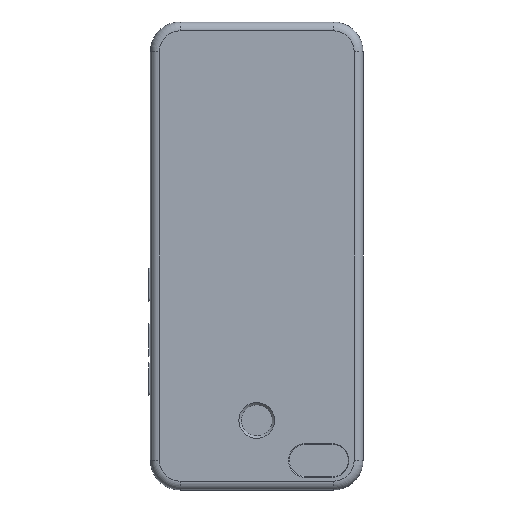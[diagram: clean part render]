
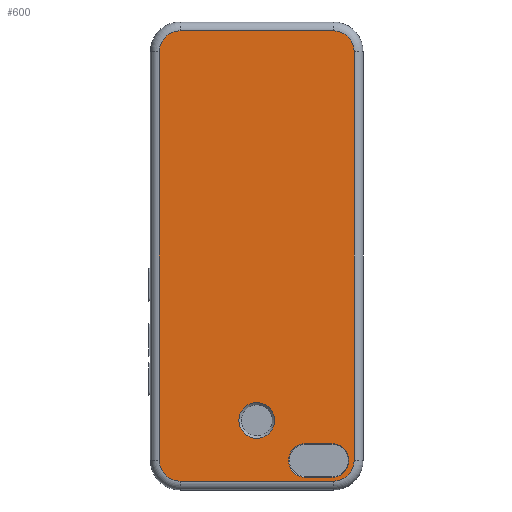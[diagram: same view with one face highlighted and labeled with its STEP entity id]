
A CAD part, front view. The second image highlights one B-rep face of the part: STEP entity #600.
In plain terms, the highlighted planar face has unit normal (0, -1, 0).
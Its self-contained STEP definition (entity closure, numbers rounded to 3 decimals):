
#17 = CIRCLE ( 'NONE', #2129, 7. ) ;
#28 = DIRECTION ( 'NONE',  ( 0., 1., 0. ) ) ;
#35 = DIRECTION ( 'NONE',  ( 0., 0., -1. ) ) ;
#48 = VERTEX_POINT ( 'NONE', #639 ) ;
#98 = CARTESIAN_POINT ( 'NONE',  ( 0., 0., 0. ) ) ;
#120 = CIRCLE ( 'NONE', #402, 5.7 ) ;
#122 = ORIENTED_EDGE ( 'NONE', *, *, #3241, .T. ) ;
#180 = VERTEX_POINT ( 'NONE', #1573 ) ;
#185 = CIRCLE ( 'NONE', #3086, 7. ) ;
#220 = CARTESIAN_POINT ( 'NONE',  ( 25.9, 0., 76. ) ) ;
#276 = DIRECTION ( 'NONE',  ( 0., 0., -1. ) ) ;
#292 = DIRECTION ( 'NONE',  ( -1., 0., 0. ) ) ;
#313 = DIRECTION ( 'NONE',  ( 0., 0., -1. ) ) ;
#337 = VECTOR ( 'NONE', #2530, 1000. ) ;
#348 = DIRECTION ( 'NONE',  ( 0., -1., 0. ) ) ;
#349 = AXIS2_PLACEMENT_3D ( 'NONE', #819, #348, #313 ) ;
#358 = DIRECTION ( 'NONE',  ( 1., 0., 0. ) ) ;
#364 = CARTESIAN_POINT ( 'NONE',  ( -25.9, 0., 69. ) ) ;
#377 = FACE_BOUND ( 'NONE', #1880, .T. ) ;
#380 = CARTESIAN_POINT ( 'NONE',  ( -25.9, 0., -69. ) ) ;
#397 = FACE_BOUND ( 'NONE', #3210, .T. ) ;
#402 = AXIS2_PLACEMENT_3D ( 'NONE', #2107, #1883, #276 ) ;
#469 = CARTESIAN_POINT ( 'NONE',  ( 25.9, 0., 69. ) ) ;
#498 = EDGE_CURVE ( 'NONE', #753, #1997, #585, .T. ) ;
#585 = LINE ( 'NONE', #1402, #1714 ) ;
#589 = CARTESIAN_POINT ( 'NONE',  ( -25.9, 0., 76. ) ) ;
#600 = ADVANCED_FACE ( 'NONE', ( #377, #397, #2838 ), #1451, .T. ) ;
#639 = CARTESIAN_POINT ( 'NONE',  ( 32.9, 0., -69. ) ) ;
#661 = LINE ( 'NONE', #3123, #2683 ) ;
#684 = CARTESIAN_POINT ( 'NONE',  ( 0., 0., -61.55 ) ) ;
#753 = VERTEX_POINT ( 'NONE', #1546 ) ;
#802 = CARTESIAN_POINT ( 'NONE',  ( -32.9, 0., -69. ) ) ;
#814 = EDGE_CURVE ( 'NONE', #2541, #2202, #1348, .T. ) ;
#819 = CARTESIAN_POINT ( 'NONE',  ( 25.9, 0., -69. ) ) ;
#893 = ORIENTED_EDGE ( 'NONE', *, *, #930, .T. ) ;
#912 = CARTESIAN_POINT ( 'NONE',  ( 32.9, 0., 69. ) ) ;
#930 = EDGE_CURVE ( 'NONE', #2118, #2151, #2880, .T. ) ;
#960 = VERTEX_POINT ( 'NONE', #1594 ) ;
#963 = DIRECTION ( 'NONE',  ( 0., 1., 0. ) ) ;
#968 = EDGE_CURVE ( 'NONE', #1997, #1542, #1772, .T. ) ;
#989 = EDGE_CURVE ( 'NONE', #1542, #180, #3272, .T. ) ;
#1015 = AXIS2_PLACEMENT_3D ( 'NONE', #98, #2528, #1969 ) ;
#1055 = VECTOR ( 'NONE', #1660, 1000. ) ;
#1182 = ORIENTED_EDGE ( 'NONE', *, *, #3321, .T. ) ;
#1245 = EDGE_CURVE ( 'NONE', #2202, #960, #3267, .T. ) ;
#1258 = DIRECTION ( 'NONE',  ( 0., 0., -1. ) ) ;
#1343 = CIRCLE ( 'NONE', #349, 7. ) ;
#1348 = CIRCLE ( 'NONE', #3030, 7. ) ;
#1402 = CARTESIAN_POINT ( 'NONE',  ( 16.5, 0., -74.7 ) ) ;
#1436 = EDGE_CURVE ( 'NONE', #180, #753, #120, .T. ) ;
#1451 = PLANE ( 'NONE',  #1015 ) ;
#1454 = CARTESIAN_POINT ( 'NONE',  ( 32.9, 0., 69. ) ) ;
#1525 = ORIENTED_EDGE ( 'NONE', *, *, #989, .T. ) ;
#1542 = VERTEX_POINT ( 'NONE', #2670 ) ;
#1546 = CARTESIAN_POINT ( 'NONE',  ( 25.4, 0., -74.7 ) ) ;
#1573 = CARTESIAN_POINT ( 'NONE',  ( 25.4, 0., -63.3 ) ) ;
#1594 = CARTESIAN_POINT ( 'NONE',  ( -25.9, 0., 76. ) ) ;
#1598 = AXIS2_PLACEMENT_3D ( 'NONE', #2992, #1893, #2961 ) ;
#1608 = ORIENTED_EDGE ( 'NONE', *, *, #1245, .T. ) ;
#1614 = ORIENTED_EDGE ( 'NONE', *, *, #498, .T. ) ;
#1660 = DIRECTION ( 'NONE',  ( -1., 0., 0. ) ) ;
#1673 = DIRECTION ( 'NONE',  ( 0., 0., -1. ) ) ;
#1691 = VECTOR ( 'NONE', #1673, 1000. ) ;
#1705 = ORIENTED_EDGE ( 'NONE', *, *, #3431, .T. ) ;
#1714 = VECTOR ( 'NONE', #292, 1000. ) ;
#1737 = ORIENTED_EDGE ( 'NONE', *, *, #3386, .T. ) ;
#1740 = EDGE_CURVE ( 'NONE', #48, #2541, #3345, .T. ) ;
#1756 = DIRECTION ( 'NONE',  ( 1., 0., 0. ) ) ;
#1760 = DIRECTION ( 'NONE',  ( 0., 0., -1. ) ) ;
#1772 = CIRCLE ( 'NONE', #1598, 5.7 ) ;
#1842 = VERTEX_POINT ( 'NONE', #2010 ) ;
#1880 = EDGE_LOOP ( 'NONE', ( #2636, #1614, #2238, #1525 ) ) ;
#1883 = DIRECTION ( 'NONE',  ( 0., 1., 0. ) ) ;
#1893 = DIRECTION ( 'NONE',  ( 0., 1., 0. ) ) ;
#1919 = ORIENTED_EDGE ( 'NONE', *, *, #2098, .T. ) ;
#1969 = DIRECTION ( 'NONE',  ( 0., 0., -1. ) ) ;
#1997 = VERTEX_POINT ( 'NONE', #2489 ) ;
#2010 = CARTESIAN_POINT ( 'NONE',  ( 25.9, 0., -76. ) ) ;
#2091 = ORIENTED_EDGE ( 'NONE', *, *, #3435, .T. ) ;
#2098 = EDGE_CURVE ( 'NONE', #2188, #1842, #661, .T. ) ;
#2107 = CARTESIAN_POINT ( 'NONE',  ( 25.4, 0., -69. ) ) ;
#2118 = VERTEX_POINT ( 'NONE', #3362 ) ;
#2129 = AXIS2_PLACEMENT_3D ( 'NONE', #380, #2548, #1760 ) ;
#2142 = LINE ( 'NONE', #802, #1691 ) ;
#2151 = VERTEX_POINT ( 'NONE', #684 ) ;
#2188 = VERTEX_POINT ( 'NONE', #2837 ) ;
#2202 = VERTEX_POINT ( 'NONE', #220 ) ;
#2238 = ORIENTED_EDGE ( 'NONE', *, *, #968, .T. ) ;
#2261 = CARTESIAN_POINT ( 'NONE',  ( -32.9, 0., -69. ) ) ;
#2310 = VECTOR ( 'NONE', #358, 1000. ) ;
#2312 = ORIENTED_EDGE ( 'NONE', *, *, #814, .T. ) ;
#2450 = DIRECTION ( 'NONE',  ( 0., 0., -1. ) ) ;
#2489 = CARTESIAN_POINT ( 'NONE',  ( 16.5, 0., -74.7 ) ) ;
#2528 = DIRECTION ( 'NONE',  ( 0., -1., 0. ) ) ;
#2530 = DIRECTION ( 'NONE',  ( 0., 0., 1. ) ) ;
#2541 = VERTEX_POINT ( 'NONE', #912 ) ;
#2548 = DIRECTION ( 'NONE',  ( 0., -1., 0. ) ) ;
#2563 = DIRECTION ( 'NONE',  ( 0., 0., -1. ) ) ;
#2587 = EDGE_LOOP ( 'NONE', ( #1608, #1737, #122, #1705, #1919, #1182, #2936, #2312 ) ) ;
#2636 = ORIENTED_EDGE ( 'NONE', *, *, #1436, .T. ) ;
#2667 = CARTESIAN_POINT ( 'NONE',  ( 25.4, 0., -63.3 ) ) ;
#2670 = CARTESIAN_POINT ( 'NONE',  ( 16.5, 0., -63.3 ) ) ;
#2673 = CARTESIAN_POINT ( 'NONE',  ( -32.9, 0., 69. ) ) ;
#2683 = VECTOR ( 'NONE', #1756, 1000. ) ;
#2808 = VERTEX_POINT ( 'NONE', #2673 ) ;
#2837 = CARTESIAN_POINT ( 'NONE',  ( -25.9, 0., -76. ) ) ;
#2838 = FACE_OUTER_BOUND ( 'NONE', #2587, .T. ) ;
#2880 = CIRCLE ( 'NONE', #3106, 6.05 ) ;
#2936 = ORIENTED_EDGE ( 'NONE', *, *, #1740, .T. ) ;
#2961 = DIRECTION ( 'NONE',  ( 0., 0., -1. ) ) ;
#2992 = CARTESIAN_POINT ( 'NONE',  ( 16.5, 0., -69. ) ) ;
#3030 = AXIS2_PLACEMENT_3D ( 'NONE', #469, #3436, #1258 ) ;
#3086 = AXIS2_PLACEMENT_3D ( 'NONE', #364, #3295, #35 ) ;
#3106 = AXIS2_PLACEMENT_3D ( 'NONE', #3223, #28, #2450 ) ;
#3123 = CARTESIAN_POINT ( 'NONE',  ( 25.9, 0., -76. ) ) ;
#3210 = EDGE_LOOP ( 'NONE', ( #2091, #893 ) ) ;
#3223 = CARTESIAN_POINT ( 'NONE',  ( 0., 0., -55.5 ) ) ;
#3241 = EDGE_CURVE ( 'NONE', #2808, #3399, #2142, .T. ) ;
#3248 = AXIS2_PLACEMENT_3D ( 'NONE', #3314, #963, #2563 ) ;
#3267 = LINE ( 'NONE', #589, #1055 ) ;
#3272 = LINE ( 'NONE', #2667, #2310 ) ;
#3295 = DIRECTION ( 'NONE',  ( 0., -1., 0. ) ) ;
#3305 = CIRCLE ( 'NONE', #3248, 6.05 ) ;
#3314 = CARTESIAN_POINT ( 'NONE',  ( 0., 0., -55.5 ) ) ;
#3321 = EDGE_CURVE ( 'NONE', #1842, #48, #1343, .T. ) ;
#3345 = LINE ( 'NONE', #1454, #337 ) ;
#3362 = CARTESIAN_POINT ( 'NONE',  ( 0., 0., -49.45 ) ) ;
#3386 = EDGE_CURVE ( 'NONE', #960, #2808, #185, .T. ) ;
#3399 = VERTEX_POINT ( 'NONE', #2261 ) ;
#3431 = EDGE_CURVE ( 'NONE', #3399, #2188, #17, .T. ) ;
#3435 = EDGE_CURVE ( 'NONE', #2151, #2118, #3305, .T. ) ;
#3436 = DIRECTION ( 'NONE',  ( 0., -1., 0. ) ) ;
